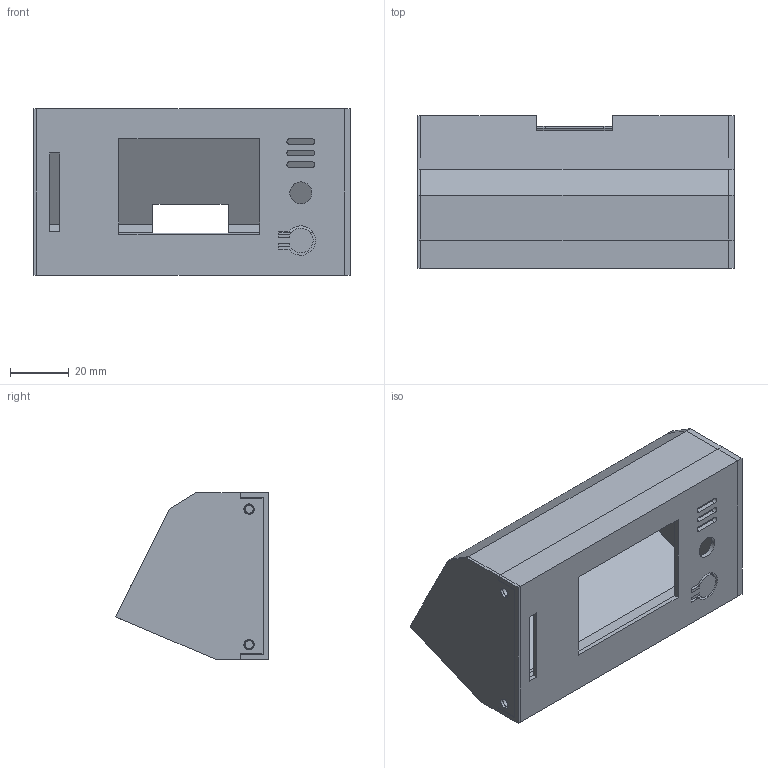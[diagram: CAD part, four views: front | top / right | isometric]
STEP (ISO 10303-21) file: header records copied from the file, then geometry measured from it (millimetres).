
FILE_DESCRIPTION(/* description */ (''),/* implementation_level */ '2;1');
FILE_NAME(/* name */ '1',/* time_stamp */ '2021-05-28T16:20:27+08:00',/* author */ (''),/* organization */ (''),/* preprocessor_version */ 'ST-DEVELOPER v16.5',/* originating_system */ '',/* authorisation */ '');
FILE_SCHEMA (('AUTOMOTIVE_DESIGN'));
Length unit declared in the file: millimetre
Products named in the file (1): Document
Bounding box: 107.8 x 52.07 x 56.64 mm (x, y, z)
Volume: 42195.4 mm3; surface area: 45599.8 mm2
Topology: 2 solids, 2 shells, 198 faces, 500 edges, 312 vertices
Faces by surface type: plane 136, bspline 62
Entity records: 5746 total; most frequent: CARTESIAN_POINT 2474, ORIENTED_EDGE 1000, EDGE_CURVE 500, B_SPLINE_CURVE_WITH_KNOTS 358, VERTEX_POINT 312, EDGE_LOOP 234, ADVANCED_FACE 198, FACE_OUTER_BOUND 198
